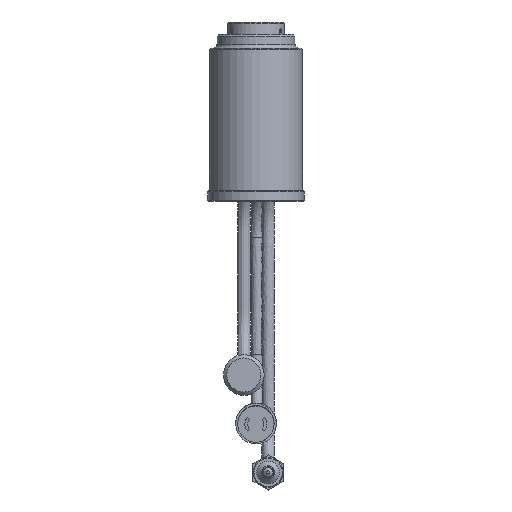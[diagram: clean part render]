
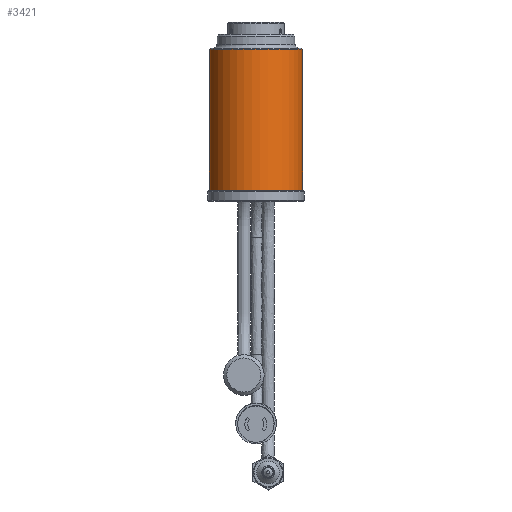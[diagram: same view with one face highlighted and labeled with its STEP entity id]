
A CAD part, top view. The second image highlights one B-rep face of the part: STEP entity #3421.
In plain terms, the highlighted cylindrical face has radius 36.513 mm (diameter 73.025 mm), a partial arc.
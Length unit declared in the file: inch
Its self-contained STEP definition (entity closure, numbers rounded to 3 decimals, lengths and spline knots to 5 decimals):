
#582=CYLINDRICAL_SURFACE('',#18042,1.4375);
#2643=CIRCLE('',#18023,1.4375);
#2654=CIRCLE('',#18041,1.4375);
#3421=ADVANCED_FACE('',(#4282),#582,.T.);
#4282=FACE_OUTER_BOUND('',#5485,.T.);
#5485=EDGE_LOOP('',(#10622,#10623,#10624,#10625));
#6568=LINE('',#33936,#7496);
#6571=LINE('',#33945,#7499);
#7496=VECTOR('',#21360,1.);
#7499=VECTOR('',#21369,1.);
#10622=ORIENTED_EDGE('',*,*,#15535,.T.);
#10623=ORIENTED_EDGE('',*,*,#15534,.T.);
#10624=ORIENTED_EDGE('',*,*,#15518,.T.);
#10625=ORIENTED_EDGE('',*,*,#15529,.T.);
#13534=VERTEX_POINT('',#33907);
#13535=VERTEX_POINT('',#33909);
#13542=VERTEX_POINT('',#33934);
#13546=VERTEX_POINT('',#33943);
#15518=EDGE_CURVE('',#13535,#13534,#2643,.T.);
#15529=EDGE_CURVE('',#13534,#13542,#6568,.T.);
#15534=EDGE_CURVE('',#13546,#13535,#6571,.T.);
#15535=EDGE_CURVE('',#13542,#13546,#2654,.T.);
#18023=AXIS2_PLACEMENT_3D('',#33908,#21331,#21332);
#18041=AXIS2_PLACEMENT_3D('',#33947,#21372,#21373);
#18042=AXIS2_PLACEMENT_3D('',#33948,#21374,#21375);
#21331=DIRECTION('',(0.,-1.,0.));
#21332=DIRECTION('',(0.,0.,-1.));
#21360=DIRECTION('',(0.,-1.,0.));
#21369=DIRECTION('',(0.,1.,0.));
#21372=DIRECTION('',(0.,1.,0.));
#21373=DIRECTION('',(0.,0.,1.));
#21374=DIRECTION('',(0.,1.,0.));
#21375=DIRECTION('',(0.,0.,-1.));
#33907=CARTESIAN_POINT('',(-1.04545,4.344,-0.98663));
#33908=CARTESIAN_POINT('',(0.,4.344,0.));
#33909=CARTESIAN_POINT('',(1.04545,4.344,-0.98663));
#33934=CARTESIAN_POINT('',(-1.04545,0.,-0.98663));
#33936=CARTESIAN_POINT('',(-1.04545,2.24981,-0.98663));
#33943=CARTESIAN_POINT('',(1.04545,0.,-0.98663));
#33945=CARTESIAN_POINT('',(1.04545,2.24981,-0.98663));
#33947=CARTESIAN_POINT('',(0.,0.,0.));
#33948=CARTESIAN_POINT('',(0.,2.24981,0.));
